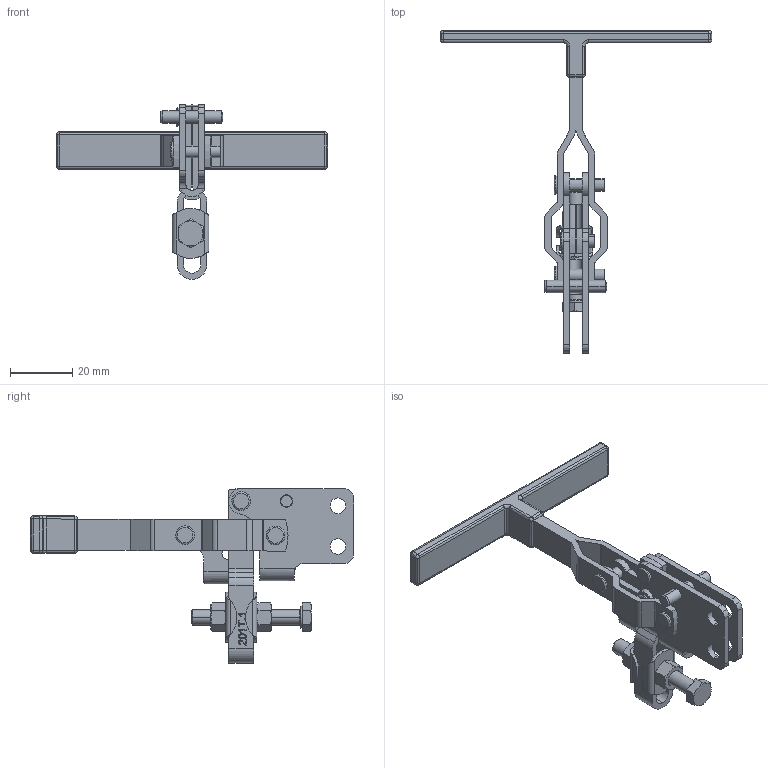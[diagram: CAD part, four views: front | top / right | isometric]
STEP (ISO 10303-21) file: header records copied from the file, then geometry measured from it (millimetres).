
FILE_DESCRIPTION((''),'2;1');
FILE_NAME('201T.1.stp','2005-08-29T14:59:38',('CAD'),(''),'Autodesk Inventor 8','Autodesk Inventor 8','');
FILE_SCHEMA(('AUTOMOTIVE_DESIGN { 1 0 10303 214 1 1 1 1 }'));
Length unit declared in the file: millimetre
Products named in the file (1): Part2
Bounding box: 87 x 103.54 x 56 mm (x, y, z)
Volume: 15929.9 mm3; surface area: 14830 mm2
Topology: 1 solids, 6 shells, 516 faces, 1368 edges, 855 vertices
Faces by surface type: cylinder 186, plane 177, bspline 75, cone 52, sphere 14, torus 12
Entity records: 18161 total; most frequent: CARTESIAN_POINT 5517, ORIENTED_EDGE 2692, DIRECTION 2642, EDGE_CURVE 1346, AXIS2_PLACEMENT_3D 984, VERTEX_POINT 855, VECTOR 674, LINE 674
